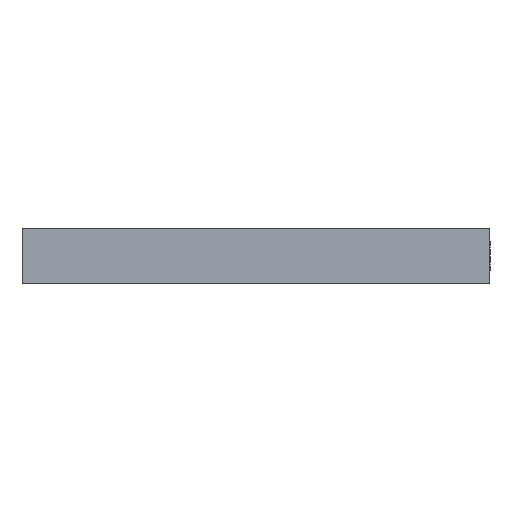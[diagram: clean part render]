
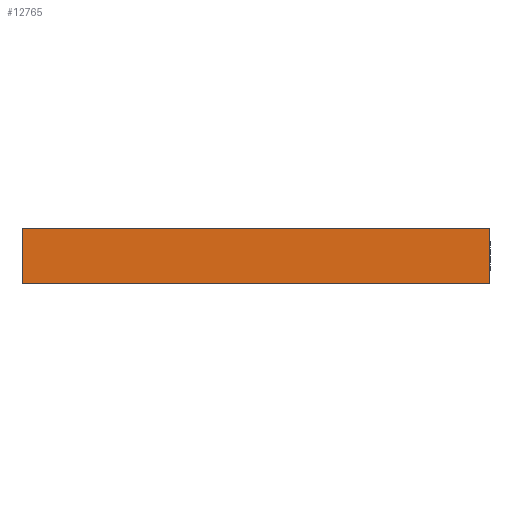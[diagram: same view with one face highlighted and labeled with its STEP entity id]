
A CAD part, left-side view. The second image highlights one B-rep face of the part: STEP entity #12765.
In plain terms, the highlighted planar face has unit normal (-1, 0, 0).
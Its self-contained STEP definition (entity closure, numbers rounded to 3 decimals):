
#408 = DIRECTION ( 'NONE',  ( 0., 0., 1. ) ) ;
#1002 = CARTESIAN_POINT ( 'NONE',  ( 0., 25.5, -6. ) ) ;
#1201 = DIRECTION ( 'NONE',  ( 0., 0., 1. ) ) ;
#2661 = CARTESIAN_POINT ( 'NONE',  ( 0., 25.5, 0. ) ) ;
#2732 = VECTOR ( 'NONE', #18784, 1000. ) ;
#3968 = LINE ( 'NONE', #1002, #8412 ) ;
#4580 = CARTESIAN_POINT ( 'NONE',  ( 0., -25.5, -6. ) ) ;
#4971 = EDGE_CURVE ( 'NONE', #8405, #19539, #3968, .T. ) ;
#5101 = LINE ( 'NONE', #9376, #7935 ) ;
#5896 = CARTESIAN_POINT ( 'NONE',  ( 0., -25.5, 0. ) ) ;
#6167 = EDGE_CURVE ( 'NONE', #13501, #8390, #5101, .T. ) ;
#7246 = EDGE_LOOP ( 'NONE', ( #8184, #14565, #12149, #13702 ) ) ;
#7697 = LINE ( 'NONE', #11483, #2732 ) ;
#7935 = VECTOR ( 'NONE', #408, 1000. ) ;
#8014 = LINE ( 'NONE', #16589, #17225 ) ;
#8184 = ORIENTED_EDGE ( 'NONE', *, *, #13228, .F. ) ;
#8390 = VERTEX_POINT ( 'NONE', #5896 ) ;
#8405 = VERTEX_POINT ( 'NONE', #13129 ) ;
#8412 = VECTOR ( 'NONE', #1201, 1000. ) ;
#9376 = CARTESIAN_POINT ( 'NONE',  ( 0., -25.5, -6. ) ) ;
#10204 = DIRECTION ( 'NONE',  ( 0., 0., 1. ) ) ;
#10275 = PLANE ( 'NONE',  #11732 ) ;
#11458 = FACE_OUTER_BOUND ( 'NONE', #7246, .T. ) ;
#11483 = CARTESIAN_POINT ( 'NONE',  ( 0., -25.5, 0. ) ) ;
#11732 = AXIS2_PLACEMENT_3D ( 'NONE', #13256, #14908, #10204 ) ;
#12149 = ORIENTED_EDGE ( 'NONE', *, *, #19143, .T. ) ;
#12765 = ADVANCED_FACE ( 'NONE', ( #11458 ), #10275, .T. ) ;
#13129 = CARTESIAN_POINT ( 'NONE',  ( 0., 25.5, -6. ) ) ;
#13228 = EDGE_CURVE ( 'NONE', #19539, #8390, #7697, .T. ) ;
#13256 = CARTESIAN_POINT ( 'NONE',  ( 0., -25.5, -6. ) ) ;
#13501 = VERTEX_POINT ( 'NONE', #4580 ) ;
#13702 = ORIENTED_EDGE ( 'NONE', *, *, #6167, .T. ) ;
#14565 = ORIENTED_EDGE ( 'NONE', *, *, #4971, .F. ) ;
#14908 = DIRECTION ( 'NONE',  ( -1., 0., 0. ) ) ;
#16589 = CARTESIAN_POINT ( 'NONE',  ( 0., -25.5, -6. ) ) ;
#17225 = VECTOR ( 'NONE', #18006, 1000. ) ;
#18006 = DIRECTION ( 'NONE',  ( 0., -1., 0. ) ) ;
#18784 = DIRECTION ( 'NONE',  ( 0., -1., 0. ) ) ;
#19143 = EDGE_CURVE ( 'NONE', #8405, #13501, #8014, .T. ) ;
#19539 = VERTEX_POINT ( 'NONE', #2661 ) ;
